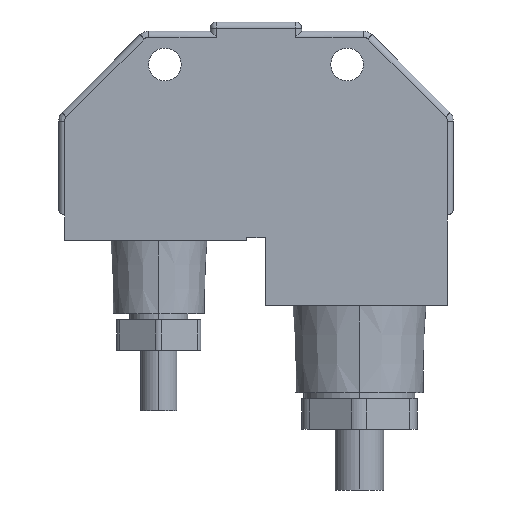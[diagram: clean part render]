
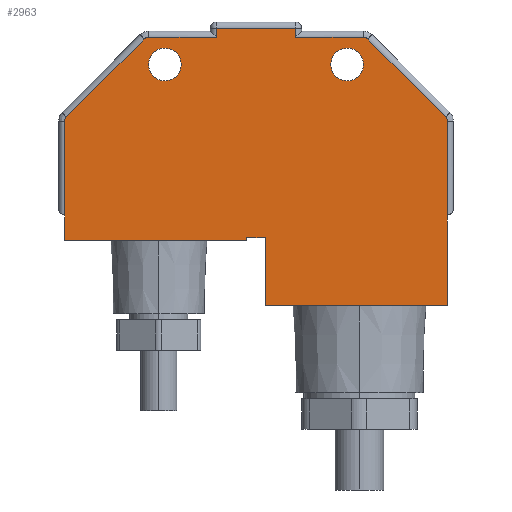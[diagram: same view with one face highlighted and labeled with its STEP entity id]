
A CAD part, front view. The second image highlights one B-rep face of the part: STEP entity #2963.
In plain terms, the highlighted planar face has unit normal (0, -1, 0).
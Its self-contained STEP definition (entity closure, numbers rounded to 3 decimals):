
#41=CARTESIAN_POINT('',(15.,0.,28.5));
#42=DIRECTION('',(0.,-1.,0.));
#43=DIRECTION('',(-1.,0.,0.));
#44=AXIS2_PLACEMENT_3D('',#41,#42,#43);
#50=CARTESIAN_POINT('',(15.,0.,28.5));
#51=DIRECTION('',(0.,-1.,0.));
#52=DIRECTION('',(1.,0.,0.));
#53=AXIS2_PLACEMENT_3D('',#50,#51,#52);
#58=CARTESIAN_POINT('',(-15.,0.,28.5));
#59=DIRECTION('',(0.,-1.,0.));
#60=DIRECTION('',(-1.,0.,0.));
#61=AXIS2_PLACEMENT_3D('',#58,#59,#60);
#66=CARTESIAN_POINT('',(-15.,0.,28.5));
#67=DIRECTION('',(0.,-1.,0.));
#68=DIRECTION('',(1.,0.,0.));
#69=AXIS2_PLACEMENT_3D('',#66,#67,#68);
#74=DIRECTION('',(0.,0.,-1.));
#75=VECTOR('',#74,14.954);
#76=CARTESIAN_POINT('',(31.5,0.,3.754));
#77=LINE('',#76,#75);
#81=CARTESIAN_POINT('',(0.,0.,134.031));
#82=DIRECTION('',(0.,1.,0.));
#83=DIRECTION('',(0.011,0.,-1.));
#84=AXIS2_PLACEMENT_3D('',#81,#82,#83);
#89=DIRECTION('',(0.,0.,-1.));
#90=VECTOR('',#89,0.508);
#91=CARTESIAN_POINT('',(-1.5,0.,0.008));
#92=LINE('',#91,#90);
#96=DIRECTION('',(0.,0.,1.));
#97=VECTOR('',#96,4.254);
#98=CARTESIAN_POINT('',(-31.5,0.,-0.5));
#99=LINE('',#98,#97);
#103=CARTESIAN_POINT('',(-30.5,0.,19.172));
#104=DIRECTION('',(0.,1.,0.));
#105=DIRECTION('',(-1.,0.,0.));
#106=AXIS2_PLACEMENT_3D('',#103,#104,#105);
#111=DIRECTION('',(0.707,0.,0.707));
#112=VECTOR('',#111,18.142);
#113=CARTESIAN_POINT('',(-31.207,0.,
19.879));
#114=LINE('',#113,#112);
#118=CARTESIAN_POINT('',(-17.672,0.,
32.));
#119=DIRECTION('',(0.,1.,0.));
#120=DIRECTION('',(-0.707,0.,0.707));
#121=AXIS2_PLACEMENT_3D('',#118,#119,#120);
#126=CARTESIAN_POINT('',(17.672,0.,32.));
#127=DIRECTION('',(0.,1.,0.));
#128=DIRECTION('',(0.,0.,1.));
#129=AXIS2_PLACEMENT_3D('',#126,#127,#128);
#134=DIRECTION('',(0.707,0.,-0.707));
#135=VECTOR('',#134,18.142);
#136=CARTESIAN_POINT('',(18.379,0.,32.707));
#137=LINE('',#136,#135);
#141=CARTESIAN_POINT('',(30.5,0.,19.172));
#142=DIRECTION('',(0.,1.,0.));
#143=DIRECTION('',(0.707,0.,0.707));
#144=AXIS2_PLACEMENT_3D('',#141,#142,#143);
#438=DIRECTION('',(0.,0.,1.));
#439=VECTOR('',#438,1.5);
#440=CARTESIAN_POINT('',(6.5,0.,33.));
#441=LINE('',#440,#439);
#490=DIRECTION('',(-1.,0.,0.));
#491=VECTOR('',#490,13.);
#492=CARTESIAN_POINT('',(6.5,0.,34.5));
#493=LINE('',#492,#491);
#627=DIRECTION('',(-1.,0.,0.));
#628=VECTOR('',#627,11.172);
#629=CARTESIAN_POINT('',(-6.5,0.,33.));
#630=LINE('',#629,#628);
#696=DIRECTION('',(0.,0.,-1.));
#697=VECTOR('',#696,15.417);
#698=CARTESIAN_POINT('',(-31.5,0.,
19.172));
#699=LINE('',#698,#697);
#726=CARTESIAN_POINT('',(31.5,0.,3.754));
#746=CARTESIAN_POINT('',(-31.5,0.,3.754));
#777=DIRECTION('',(0.,0.,1.));
#778=VECTOR('',#777,15.417);
#779=CARTESIAN_POINT('',(31.5,0.,3.754));
#780=LINE('',#779,#778);
#1378=DIRECTION('',(1.,0.,0.));
#1379=VECTOR('',#1378,30.);
#1380=CARTESIAN_POINT('',(-31.5,0.,-0.5));
#1381=LINE('',#1380,#1379);
#1872=DIRECTION('',(0.,0.,-1.));
#1873=VECTOR('',#1872,11.208);
#1874=CARTESIAN_POINT('',(1.5,0.,0.008));
#1875=LINE('',#1874,#1873);
#1908=DIRECTION('',(-1.,0.,0.));
#1909=VECTOR('',#1908,30.);
#1910=CARTESIAN_POINT('',(31.5,0.,-11.2));
#1911=LINE('',#1910,#1909);
#2459=DIRECTION('',(-1.,0.,0.));
#2460=VECTOR('',#2459,11.172);
#2461=CARTESIAN_POINT('',(17.672,0.,
33.));
#2462=LINE('',#2461,#2460);
#2486=DIRECTION('',(0.,0.,-1.));
#2487=VECTOR('',#2486,1.5);
#2488=CARTESIAN_POINT('',(-6.5,0.,34.5));
#2489=LINE('',#2488,#2487);
#2506=CARTESIAN_POINT('',(6.5,0.,33.));
#2507=CARTESIAN_POINT('',(6.5,0.,34.5));
#2508=VERTEX_POINT('',#2506);
#2509=VERTEX_POINT('',#2507);
#2510=CARTESIAN_POINT('',(17.672,0.,
33.));
#2511=VERTEX_POINT('',#2510);
#2512=CARTESIAN_POINT('',(18.379,0.,
32.707));
#2513=VERTEX_POINT('',#2512);
#2514=CARTESIAN_POINT('',(31.207,0.,
19.879));
#2515=VERTEX_POINT('',#2514);
#2516=CARTESIAN_POINT('',(31.5,0.,
19.172));
#2517=VERTEX_POINT('',#2516);
#2518=CARTESIAN_POINT('',(-31.5,0.,
19.172));
#2519=CARTESIAN_POINT('',(-31.207,0.,
19.879));
#2520=VERTEX_POINT('',#2518);
#2521=VERTEX_POINT('',#2519);
#2522=CARTESIAN_POINT('',(-18.379,0.,
32.707));
#2523=VERTEX_POINT('',#2522);
#2524=CARTESIAN_POINT('',(-17.672,0.,
33.));
#2525=VERTEX_POINT('',#2524);
#2526=CARTESIAN_POINT('',(-6.5,0.,33.));
#2527=VERTEX_POINT('',#2526);
#2528=CARTESIAN_POINT('',(-6.5,0.,34.5));
#2529=VERTEX_POINT('',#2528);
#2530=CARTESIAN_POINT('',(12.3,0.,28.5));
#2531=CARTESIAN_POINT('',(17.7,0.,28.5));
#2532=VERTEX_POINT('',#2530);
#2533=VERTEX_POINT('',#2531);
#2534=CARTESIAN_POINT('',(-17.7,0.,28.5));
#2535=CARTESIAN_POINT('',(-12.3,0.,28.5));
#2536=VERTEX_POINT('',#2534);
#2537=VERTEX_POINT('',#2535);
#2647=VERTEX_POINT('',#726);
#2648=VERTEX_POINT('',#746);
#2676=CARTESIAN_POINT('',(1.5,0.,0.008));
#2677=CARTESIAN_POINT('',(-1.5,0.,0.008));
#2678=VERTEX_POINT('',#2676);
#2679=VERTEX_POINT('',#2677);
#2680=CARTESIAN_POINT('',(-1.5,0.,-0.5));
#2681=VERTEX_POINT('',#2680);
#2682=CARTESIAN_POINT('',(-31.5,0.,-0.5));
#2683=VERTEX_POINT('',#2682);
#2770=CARTESIAN_POINT('',(31.5,0.,-11.2));
#2771=VERTEX_POINT('',#2770);
#2772=CARTESIAN_POINT('',(1.5,0.,-11.2));
#2773=VERTEX_POINT('',#2772);
#2904=CARTESIAN_POINT('',(0.,0.,0.));
#2905=DIRECTION('',(0.,1.,0.));
#2906=DIRECTION('',(1.,0.,0.));
#2907=AXIS2_PLACEMENT_3D('',#2904,#2905,#2906);
#2908=PLANE('',#2907);
#2910=ORIENTED_EDGE('',*,*,#2909,.T.);
#2912=ORIENTED_EDGE('',*,*,#2911,.T.);
#2914=ORIENTED_EDGE('',*,*,#2913,.F.);
#2916=ORIENTED_EDGE('',*,*,#2915,.T.);
#2918=ORIENTED_EDGE('',*,*,#2917,.T.);
#2920=ORIENTED_EDGE('',*,*,#2919,.F.);
#2922=ORIENTED_EDGE('',*,*,#2921,.T.);
#2924=ORIENTED_EDGE('',*,*,#2923,.F.);
#2926=ORIENTED_EDGE('',*,*,#2925,.T.);
#2928=ORIENTED_EDGE('',*,*,#2927,.T.);
#2930=ORIENTED_EDGE('',*,*,#2929,.T.);
#2932=ORIENTED_EDGE('',*,*,#2931,.F.);
#2934=ORIENTED_EDGE('',*,*,#2933,.F.);
#2936=ORIENTED_EDGE('',*,*,#2935,.F.);
#2938=ORIENTED_EDGE('',*,*,#2937,.F.);
#2940=ORIENTED_EDGE('',*,*,#2939,.F.);
#2942=ORIENTED_EDGE('',*,*,#2941,.T.);
#2944=ORIENTED_EDGE('',*,*,#2943,.T.);
#2946=ORIENTED_EDGE('',*,*,#2945,.T.);
#2948=ORIENTED_EDGE('',*,*,#2947,.F.);
#2949=EDGE_LOOP('',(#2910,#2912,#2914,#2916,#2918,#2920,#2922,#2924,#2926,#2928,
#2930,#2932,#2934,#2936,#2938,#2940,#2942,#2944,#2946,#2948));
#2950=FACE_OUTER_BOUND('',#2949,.F.);
#2952=ORIENTED_EDGE('',*,*,#2951,.T.);
#2954=ORIENTED_EDGE('',*,*,#2953,.T.);
#2955=EDGE_LOOP('',(#2952,#2954));
#2956=FACE_BOUND('',#2955,.F.);
#2958=ORIENTED_EDGE('',*,*,#2957,.T.);
#2960=ORIENTED_EDGE('',*,*,#2959,.T.);
#2961=EDGE_LOOP('',(#2958,#2960));
#2962=FACE_BOUND('',#2961,.F.);
#2963=ADVANCED_FACE('',(#2950,#2956,#2962),#2908,.F.);
#45=CIRCLE('',#44,2.7);
#54=CIRCLE('',#53,2.7);
#62=CIRCLE('',#61,2.7);
#70=CIRCLE('',#69,2.7);
#85=CIRCLE('',#84,134.031);
#107=CIRCLE('',#106,1.);
#122=CIRCLE('',#121,1.);
#130=CIRCLE('',#129,1.);
#145=CIRCLE('',#144,1.);
#2909=EDGE_CURVE('',#2647,#2771,#77,.T.);
#2911=EDGE_CURVE('',#2771,#2773,#1911,.T.);
#2913=EDGE_CURVE('',#2678,#2773,#1875,.T.);
#2915=EDGE_CURVE('',#2678,#2679,#85,.T.);
#2917=EDGE_CURVE('',#2679,#2681,#92,.T.);
#2919=EDGE_CURVE('',#2683,#2681,#1381,.T.);
#2921=EDGE_CURVE('',#2683,#2648,#99,.T.);
#2923=EDGE_CURVE('',#2520,#2648,#699,.T.);
#2925=EDGE_CURVE('',#2520,#2521,#107,.T.);
#2927=EDGE_CURVE('',#2521,#2523,#114,.T.);
#2929=EDGE_CURVE('',#2523,#2525,#122,.T.);
#2931=EDGE_CURVE('',#2527,#2525,#630,.T.);
#2933=EDGE_CURVE('',#2529,#2527,#2489,.T.);
#2935=EDGE_CURVE('',#2509,#2529,#493,.T.);
#2937=EDGE_CURVE('',#2508,#2509,#441,.T.);
#2939=EDGE_CURVE('',#2511,#2508,#2462,.T.);
#2941=EDGE_CURVE('',#2511,#2513,#130,.T.);
#2943=EDGE_CURVE('',#2513,#2515,#137,.T.);
#2945=EDGE_CURVE('',#2515,#2517,#145,.T.);
#2947=EDGE_CURVE('',#2647,#2517,#780,.T.);
#2951=EDGE_CURVE('',#2536,#2537,#62,.T.);
#2953=EDGE_CURVE('',#2537,#2536,#70,.T.);
#2957=EDGE_CURVE('',#2532,#2533,#45,.T.);
#2959=EDGE_CURVE('',#2533,#2532,#54,.T.);
